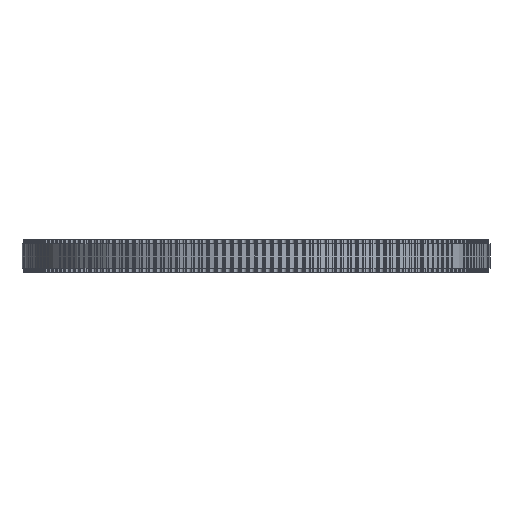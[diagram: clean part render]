
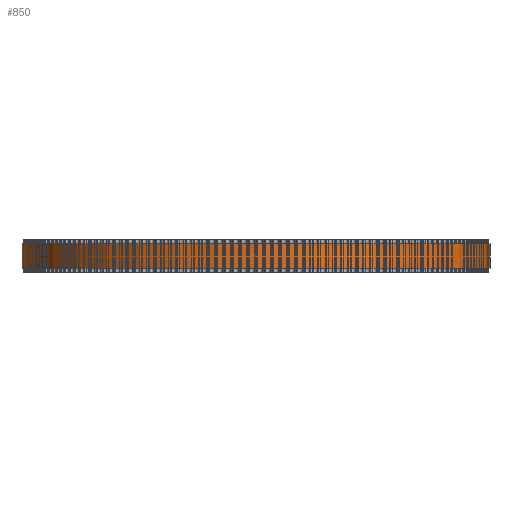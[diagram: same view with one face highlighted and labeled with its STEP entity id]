
A CAD part, front view. The second image highlights one B-rep face of the part: STEP entity #850.
In plain terms, the highlighted cylindrical face has radius 57.932 mm (diameter 115.865 mm), a full revolution.
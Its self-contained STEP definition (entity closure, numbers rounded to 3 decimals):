
#97=FACE_BOUND('',#3040,.T.);
#98=FACE_BOUND('',#3041,.T.);
#850=ADVANCED_FACE('',(#97,#98),#1579,.T.);
#1579=CYLINDRICAL_SURFACE('',#16159,57.932);
#3040=EDGE_LOOP('',(#8866));
#3041=EDGE_LOOP('',(#8867));
#8866=ORIENTED_EDGE('',*,*,#12510,.T.);
#8867=ORIENTED_EDGE('',*,*,#12511,.T.);
#10324=VERTEX_POINT('',#25640);
#10325=VERTEX_POINT('',#25642);
#12510=EDGE_CURVE('',#10324,#10324,#13968,.T.);
#12511=EDGE_CURVE('',#10325,#10325,#13969,.T.);
#13968=CIRCLE('',#16157,57.932);
#13969=CIRCLE('',#16158,57.932);
#16157=AXIS2_PLACEMENT_3D('',#25639,#21262,#21263);
#16158=AXIS2_PLACEMENT_3D('',#25641,#21264,#21265);
#16159=AXIS2_PLACEMENT_3D('',#25643,#21266,#21267);
#21262=DIRECTION('',(0.,0.,1.));
#21263=DIRECTION('',(1.,0.,0.));
#21264=DIRECTION('',(0.,0.,-1.));
#21265=DIRECTION('',(1.,0.,0.));
#21266=DIRECTION('',(0.,0.,1.));
#21267=DIRECTION('',(1.,0.,0.));
#25639=CARTESIAN_POINT('',(0.,0.,1.));
#25640=CARTESIAN_POINT('',(57.932,0.,1.));
#25641=CARTESIAN_POINT('',(0.,0.,7.));
#25642=CARTESIAN_POINT('',(57.932,0.,7.));
#25643=CARTESIAN_POINT('',(0.,0.,1.));
